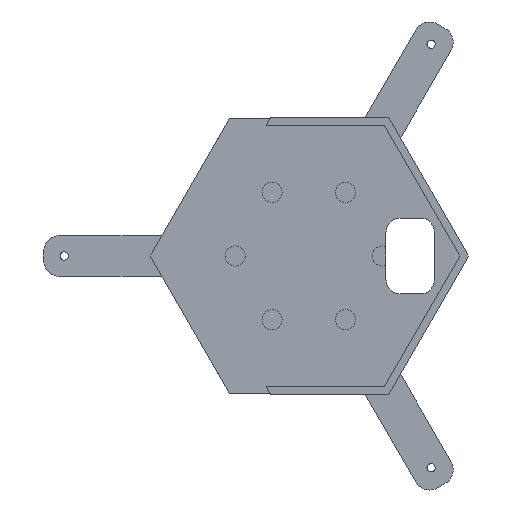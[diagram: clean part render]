
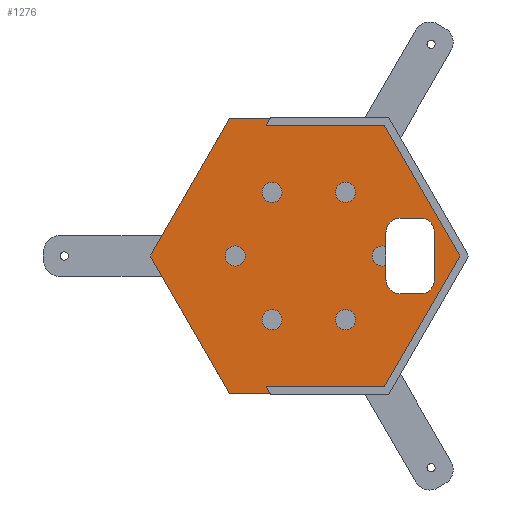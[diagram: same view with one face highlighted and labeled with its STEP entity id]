
A CAD part, front view. The second image highlights one B-rep face of the part: STEP entity #1276.
In plain terms, the highlighted planar face has unit normal (0, -1, 0).
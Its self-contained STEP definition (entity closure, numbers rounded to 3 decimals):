
#22=FACE_BOUND('',#204,.T.);
#23=FACE_BOUND('',#205,.T.);
#24=FACE_BOUND('',#206,.T.);
#25=FACE_BOUND('',#207,.T.);
#26=FACE_BOUND('',#208,.T.);
#27=FACE_BOUND('',#209,.T.);
#28=CIRCLE('',#1319,3.5);
#30=CIRCLE('',#1323,3.5);
#32=CIRCLE('',#1327,3.5);
#34=CIRCLE('',#1331,3.5);
#46=CIRCLE('',#1346,2.455);
#56=CIRCLE('',#1388,2.455);
#57=CIRCLE('',#1389,2.455);
#58=CIRCLE('',#1390,2.455);
#59=CIRCLE('',#1391,2.455);
#60=CIRCLE('',#1392,2.455);
#127=FACE_OUTER_BOUND('',#203,.T.);
#203=EDGE_LOOP('',(#1054,#1055,#1056,#1057,#1058,#1059,#1060,#1061,#1062,
#1063));
#204=EDGE_LOOP('',(#1064,#1065,#1066,#1067,#1068,#1069,#1070,#1071,#1072,
#1073));
#205=EDGE_LOOP('',(#1074));
#206=EDGE_LOOP('',(#1075));
#207=EDGE_LOOP('',(#1076));
#208=EDGE_LOOP('',(#1077));
#209=EDGE_LOOP('',(#1078));
#236=LINE('',#1787,#379);
#246=LINE('',#1812,#389);
#250=LINE('',#1819,#393);
#253=LINE('',#1829,#396);
#257=LINE('',#1841,#400);
#297=LINE('',#1953,#440);
#316=LINE('',#1997,#459);
#331=LINE('',#2032,#474);
#332=LINE('',#2034,#475);
#333=LINE('',#2037,#476);
#334=LINE('',#2039,#477);
#335=LINE('',#2041,#478);
#336=LINE('',#2043,#479);
#337=LINE('',#2045,#480);
#338=LINE('',#2046,#481);
#379=VECTOR('',#1428,10.);
#389=VECTOR('',#1446,10.);
#393=VECTOR('',#1450,10.);
#396=VECTOR('',#1461,10.);
#400=VECTOR('',#1473,10.);
#440=VECTOR('',#1577,10.);
#459=VECTOR('',#1622,10.);
#474=VECTOR('',#1659,10.);
#475=VECTOR('',#1662,10.);
#476=VECTOR('',#1665,10.);
#477=VECTOR('',#1666,10.);
#478=VECTOR('',#1667,10.);
#479=VECTOR('',#1668,10.);
#480=VECTOR('',#1669,10.);
#481=VECTOR('',#1670,10.);
#522=VERTEX_POINT('',#1785);
#523=VERTEX_POINT('',#1786);
#526=VERTEX_POINT('',#1794);
#533=VERTEX_POINT('',#1809);
#534=VERTEX_POINT('',#1811);
#537=VERTEX_POINT('',#1817);
#538=VERTEX_POINT('',#1822);
#540=VERTEX_POINT('',#1828);
#542=VERTEX_POINT('',#1834);
#544=VERTEX_POINT('',#1840);
#583=VERTEX_POINT('',#1950);
#584=VERTEX_POINT('',#1952);
#595=VERTEX_POINT('',#1994);
#596=VERTEX_POINT('',#1996);
#605=VERTEX_POINT('',#2030);
#606=VERTEX_POINT('',#2036);
#607=VERTEX_POINT('',#2038);
#608=VERTEX_POINT('',#2040);
#609=VERTEX_POINT('',#2042);
#610=VERTEX_POINT('',#2044);
#611=VERTEX_POINT('',#2047);
#612=VERTEX_POINT('',#2049);
#613=VERTEX_POINT('',#2051);
#614=VERTEX_POINT('',#2053);
#615=VERTEX_POINT('',#2055);
#641=EDGE_CURVE('',#522,#523,#236,.T.);
#645=EDGE_CURVE('',#523,#526,#28,.T.);
#653=EDGE_CURVE('',#534,#533,#246,.T.);
#657=EDGE_CURVE('',#526,#537,#250,.T.);
#659=EDGE_CURVE('',#533,#538,#30,.T.);
#662=EDGE_CURVE('',#538,#540,#253,.T.);
#665=EDGE_CURVE('',#540,#542,#32,.T.);
#668=EDGE_CURVE('',#542,#544,#257,.T.);
#671=EDGE_CURVE('',#544,#522,#34,.T.);
#701=EDGE_CURVE('',#537,#534,#46,.T.);
#724=EDGE_CURVE('',#583,#584,#297,.T.);
#746=EDGE_CURVE('',#595,#596,#316,.T.);
#764=EDGE_CURVE('',#605,#595,#331,.T.);
#765=EDGE_CURVE('',#584,#605,#332,.T.);
#766=EDGE_CURVE('',#606,#596,#333,.T.);
#767=EDGE_CURVE('',#583,#607,#334,.T.);
#768=EDGE_CURVE('',#607,#608,#335,.T.);
#769=EDGE_CURVE('',#608,#609,#336,.T.);
#770=EDGE_CURVE('',#609,#610,#337,.T.);
#771=EDGE_CURVE('',#610,#606,#338,.T.);
#772=EDGE_CURVE('',#611,#611,#56,.T.);
#773=EDGE_CURVE('',#612,#612,#57,.T.);
#774=EDGE_CURVE('',#613,#613,#58,.T.);
#775=EDGE_CURVE('',#614,#614,#59,.T.);
#776=EDGE_CURVE('',#615,#615,#60,.T.);
#1054=ORIENTED_EDGE('',*,*,#766,.T.);
#1055=ORIENTED_EDGE('',*,*,#746,.F.);
#1056=ORIENTED_EDGE('',*,*,#764,.F.);
#1057=ORIENTED_EDGE('',*,*,#765,.F.);
#1058=ORIENTED_EDGE('',*,*,#724,.F.);
#1059=ORIENTED_EDGE('',*,*,#767,.T.);
#1060=ORIENTED_EDGE('',*,*,#768,.T.);
#1061=ORIENTED_EDGE('',*,*,#769,.T.);
#1062=ORIENTED_EDGE('',*,*,#770,.T.);
#1063=ORIENTED_EDGE('',*,*,#771,.T.);
#1064=ORIENTED_EDGE('',*,*,#657,.T.);
#1065=ORIENTED_EDGE('',*,*,#701,.T.);
#1066=ORIENTED_EDGE('',*,*,#653,.T.);
#1067=ORIENTED_EDGE('',*,*,#659,.T.);
#1068=ORIENTED_EDGE('',*,*,#662,.T.);
#1069=ORIENTED_EDGE('',*,*,#665,.T.);
#1070=ORIENTED_EDGE('',*,*,#668,.T.);
#1071=ORIENTED_EDGE('',*,*,#671,.T.);
#1072=ORIENTED_EDGE('',*,*,#641,.T.);
#1073=ORIENTED_EDGE('',*,*,#645,.T.);
#1074=ORIENTED_EDGE('',*,*,#772,.T.);
#1075=ORIENTED_EDGE('',*,*,#773,.T.);
#1076=ORIENTED_EDGE('',*,*,#774,.T.);
#1077=ORIENTED_EDGE('',*,*,#775,.T.);
#1078=ORIENTED_EDGE('',*,*,#776,.T.);
#1212=PLANE('',#1387);
#1276=ADVANCED_FACE('',(#127,#22,#23,#24,#25,#26,#27),#1212,.F.);
#1319=AXIS2_PLACEMENT_3D('',#1795,#1434,#1435);
#1323=AXIS2_PLACEMENT_3D('',#1823,#1454,#1455);
#1327=AXIS2_PLACEMENT_3D('',#1835,#1466,#1467);
#1331=AXIS2_PLACEMENT_3D('',#1846,#1478,#1479);
#1346=AXIS2_PLACEMENT_3D('',#1905,#1526,#1527);
#1387=AXIS2_PLACEMENT_3D('',#2035,#1663,#1664);
#1388=AXIS2_PLACEMENT_3D('',#2048,#1671,#1672);
#1389=AXIS2_PLACEMENT_3D('',#2050,#1673,#1674);
#1390=AXIS2_PLACEMENT_3D('',#2052,#1675,#1676);
#1391=AXIS2_PLACEMENT_3D('',#2054,#1677,#1678);
#1392=AXIS2_PLACEMENT_3D('',#2056,#1679,#1680);
#1428=DIRECTION('',(-1.,0.,0.));
#1434=DIRECTION('center_axis',(0.,1.,0.));
#1435=DIRECTION('ref_axis',(0.,0.,-1.));
#1446=DIRECTION('',(0.,0.,1.));
#1450=DIRECTION('',(0.,0.,1.));
#1454=DIRECTION('center_axis',(0.,1.,0.));
#1455=DIRECTION('ref_axis',(-1.,0.,0.));
#1461=DIRECTION('',(1.,0.,0.));
#1466=DIRECTION('center_axis',(0.,1.,0.));
#1467=DIRECTION('ref_axis',(0.,0.,1.));
#1473=DIRECTION('',(0.,0.,-1.));
#1478=DIRECTION('center_axis',(0.,1.,0.));
#1479=DIRECTION('ref_axis',(1.,0.,0.));
#1526=DIRECTION('center_axis',(0.,1.,0.));
#1527=DIRECTION('ref_axis',(1.,0.,0.));
#1577=DIRECTION('',(-1.,0.,0.));
#1622=DIRECTION('',(1.,0.,0.));
#1659=DIRECTION('',(0.5,0.,0.866));
#1662=DIRECTION('',(-0.5,0.,0.866));
#1663=DIRECTION('center_axis',(0.,1.,0.));
#1664=DIRECTION('ref_axis',(1.,0.,0.));
#1665=DIRECTION('',(0.5,0.,0.866));
#1666=DIRECTION('',(-0.5,0.,0.866));
#1667=DIRECTION('',(1.,0.,0.));
#1668=DIRECTION('',(0.5,0.,0.866));
#1669=DIRECTION('',(-0.5,0.,0.866));
#1670=DIRECTION('',(-1.,0.,0.));
#1671=DIRECTION('center_axis',(0.,1.,0.));
#1672=DIRECTION('ref_axis',(0.5,0.,-0.866));
#1673=DIRECTION('center_axis',(0.,1.,0.));
#1674=DIRECTION('ref_axis',(-0.5,0.,-0.866));
#1675=DIRECTION('center_axis',(0.,1.,0.));
#1676=DIRECTION('ref_axis',(-1.,0.,0.));
#1677=DIRECTION('center_axis',(0.,1.,0.));
#1678=DIRECTION('ref_axis',(-0.5,0.,0.866));
#1679=DIRECTION('center_axis',(0.,1.,0.));
#1680=DIRECTION('ref_axis',(0.5,0.,0.866));
#1785=CARTESIAN_POINT('',(27.3,0.,-9.3));
#1786=CARTESIAN_POINT('',(22.4,0.,-9.3));
#1787=CARTESIAN_POINT('',(11.2,0.,-9.3));
#1794=CARTESIAN_POINT('',(18.9,0.,-5.8));
#1795=CARTESIAN_POINT('Origin',(22.4,0.,-5.8));
#1809=CARTESIAN_POINT('',(18.9,0.,5.8));
#1811=CARTESIAN_POINT('',(18.9,0.,2.284));
#1812=CARTESIAN_POINT('',(18.9,0.,2.9));
#1817=CARTESIAN_POINT('',(18.9,0.,-2.284));
#1819=CARTESIAN_POINT('',(18.9,0.,2.9));
#1822=CARTESIAN_POINT('',(22.4,0.,9.3));
#1823=CARTESIAN_POINT('Origin',(22.4,0.,5.8));
#1828=CARTESIAN_POINT('',(27.3,0.,9.3));
#1829=CARTESIAN_POINT('',(13.65,0.,9.3));
#1834=CARTESIAN_POINT('',(30.8,0.,5.8));
#1835=CARTESIAN_POINT('Origin',(27.3,0.,5.8));
#1840=CARTESIAN_POINT('',(30.8,0.,-5.8));
#1841=CARTESIAN_POINT('',(30.8,0.,-2.9));
#1846=CARTESIAN_POINT('Origin',(27.3,0.,-5.8));
#1905=CARTESIAN_POINT('Origin',(18.,0.,0.));
#1950=CARTESIAN_POINT('',(-9.509,0.,-33.613));
#1952=CARTESIAN_POINT('',(-19.406,0.,-33.613));
#1953=CARTESIAN_POINT('',(19.406,0.,-33.613));
#1994=CARTESIAN_POINT('',(-19.406,0.,33.613));
#1996=CARTESIAN_POINT('',(-9.509,0.,33.613));
#1997=CARTESIAN_POINT('',(-19.406,0.,33.613));
#2030=CARTESIAN_POINT('',(-38.813,0.,0.));
#2032=CARTESIAN_POINT('',(-38.813,0.,0.));
#2034=CARTESIAN_POINT('',(-19.406,0.,-33.613));
#2035=CARTESIAN_POINT('Origin',(0.,0.,0.));
#2036=CARTESIAN_POINT('',(-10.198,0.,32.419));
#2037=CARTESIAN_POINT('',(-15.782,0.,22.748));
#2038=CARTESIAN_POINT('',(-10.198,0.,-32.419));
#2039=CARTESIAN_POINT('',(-15.598,0.,-23.067));
#2040=CARTESIAN_POINT('',(18.717,0.,-32.419));
#2041=CARTESIAN_POINT('',(9.412,0.,-32.419));
#2042=CARTESIAN_POINT('',(37.434,0.,0.));
#2043=CARTESIAN_POINT('',(32.782,0.,-8.059));
#2044=CARTESIAN_POINT('',(18.717,0.,32.419));
#2045=CARTESIAN_POINT('',(23.37,0.,24.36));
#2046=CARTESIAN_POINT('',(9.359,0.,32.419));
#2047=CARTESIAN_POINT('',(7.773,0.,-13.462));
#2048=CARTESIAN_POINT('Origin',(9.,0.,-15.588));
#2049=CARTESIAN_POINT('',(-7.773,0.,-13.462));
#2050=CARTESIAN_POINT('Origin',(-9.,0.,-15.588));
#2051=CARTESIAN_POINT('',(-15.545,0.,0.));
#2052=CARTESIAN_POINT('Origin',(-18.,0.,0.));
#2053=CARTESIAN_POINT('',(-7.773,0.,13.462));
#2054=CARTESIAN_POINT('Origin',(-9.,0.,15.588));
#2055=CARTESIAN_POINT('',(7.772,0.,13.462));
#2056=CARTESIAN_POINT('Origin',(9.,0.,15.588));
